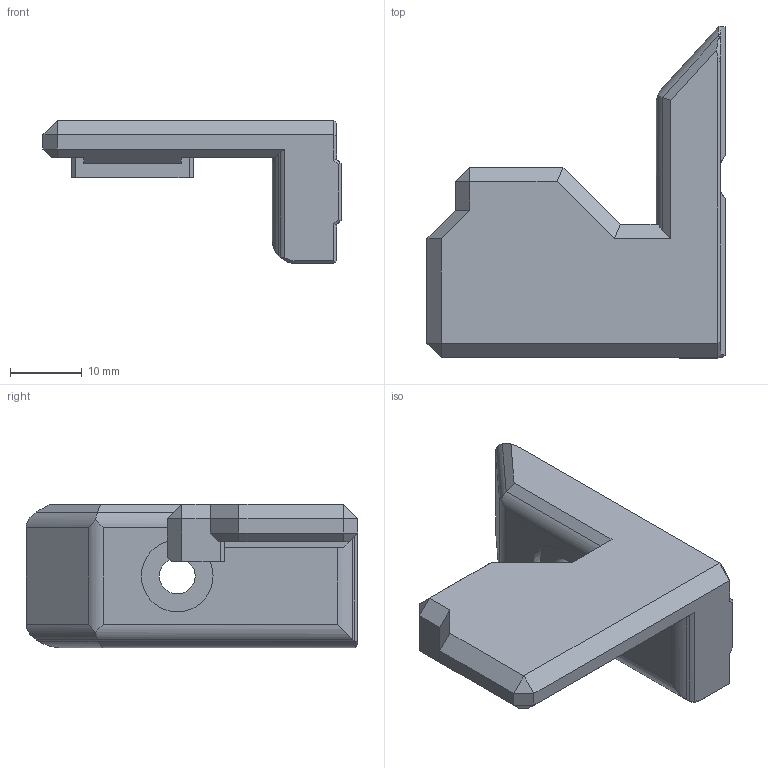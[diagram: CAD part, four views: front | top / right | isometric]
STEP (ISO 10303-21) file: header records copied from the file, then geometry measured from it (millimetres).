
FILE_DESCRIPTION(/* description */ (''),/* implementation_level */ '2;1');
FILE_NAME(/* name */ '[a]_Y_Drag_Chain_Mount_x1.step',/* time_stamp */ '2024-04-24T21:27:30-07:00',/* author */ (''),/* organization */ (''),/* preprocessor_version */ 'ST-DEVELOPER v20',/* originating_system */ 'Autodesk Translation Framework v12.20.1.177',/* authorisation */ '');
FILE_SCHEMA (('AUTOMOTIVE_DESIGN { 1 0 10303 214 3 1 1 }'));
Length unit declared in the file: millimetre
Products named in the file (1): Y drag chain mount(Mirror)
Bounding box: 41.6 x 46.3 x 20 mm (x, y, z)
Volume: 10973.3 mm3; surface area: 5104.5 mm2
Topology: 1 solids, 1 shells, 106 faces, 263 edges, 163 vertices
Faces by surface type: plane 72, cylinder 20, bspline 10, cone 4
Full cylindrical faces by diameter (mm): 4.7 x3, 5 x1, 10 x1
Entity records: 3290 total; most frequent: CARTESIAN_POINT 770, ORIENTED_EDGE 526, DIRECTION 488, EDGE_CURVE 263, LINE 200, VECTOR 200, VERTEX_POINT 163, AXIS2_PLACEMENT_3D 144
